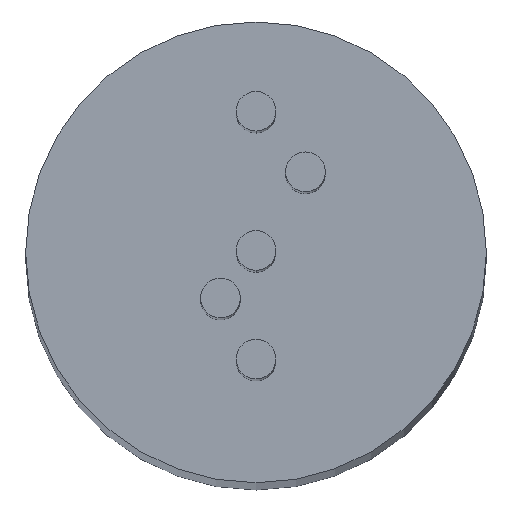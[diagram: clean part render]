
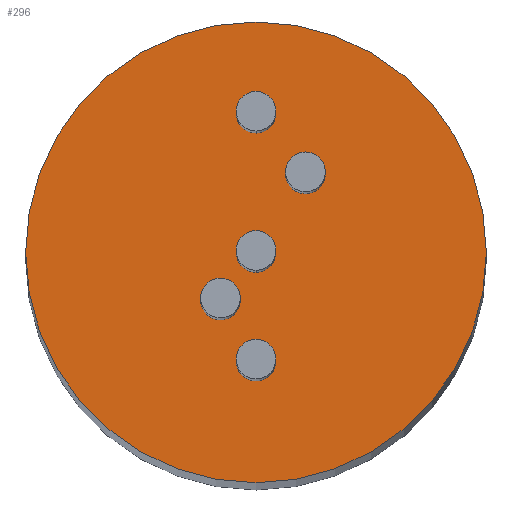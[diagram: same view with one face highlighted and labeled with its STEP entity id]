
A CAD part, top view. The second image highlights one B-rep face of the part: STEP entity #296.
In plain terms, the highlighted planar face has unit normal (0, 0, 1).
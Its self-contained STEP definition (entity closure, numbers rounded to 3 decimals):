
#19=CARTESIAN_POINT('',(0.,0.,115.));
#20=DIRECTION('',(0.,0.,1.));
#21=DIRECTION('',(1.,0.,0.));
#22=AXIS2_PLACEMENT_3D('',#19,#20,#21);
#24=CARTESIAN_POINT('',(0.,0.,115.));
#25=DIRECTION('',(0.,0.,1.));
#26=DIRECTION('',(-1.,0.,0.));
#27=AXIS2_PLACEMENT_3D('',#24,#25,#26);
#29=CARTESIAN_POINT('',(0.,0.,115.));
#30=DIRECTION('',(0.,0.,1.));
#31=DIRECTION('',(0.,-1.,0.));
#32=AXIS2_PLACEMENT_3D('',#29,#30,#31);
#34=CARTESIAN_POINT('',(0.,0.,115.));
#35=DIRECTION('',(0.,0.,1.));
#36=DIRECTION('',(0.,1.,0.));
#37=AXIS2_PLACEMENT_3D('',#34,#35,#36);
#39=CARTESIAN_POINT('',(0.,-2.998,115.));
#40=DIRECTION('',(0.,0.,1.));
#41=DIRECTION('',(0.,-1.,0.));
#42=AXIS2_PLACEMENT_3D('',#39,#40,#41);
#44=CARTESIAN_POINT('',(0.,-2.998,115.));
#45=DIRECTION('',(0.,0.,1.));
#46=DIRECTION('',(0.,1.,0.));
#47=AXIS2_PLACEMENT_3D('',#44,#45,#46);
#49=CARTESIAN_POINT('',(0.,3.836,115.));
#50=DIRECTION('',(0.,0.,1.));
#51=DIRECTION('',(0.,-1.,0.));
#52=AXIS2_PLACEMENT_3D('',#49,#50,#51);
#54=CARTESIAN_POINT('',(0.,3.836,115.));
#55=DIRECTION('',(0.,0.,1.));
#56=DIRECTION('',(0.,1.,0.));
#57=AXIS2_PLACEMENT_3D('',#54,#55,#56);
#59=CARTESIAN_POINT('',(1.361,2.165,115.));
#60=DIRECTION('',(0.,0.,1.));
#61=DIRECTION('',(0.,-1.,0.));
#62=AXIS2_PLACEMENT_3D('',#59,#60,#61);
#64=CARTESIAN_POINT('',(1.361,2.165,115.));
#65=DIRECTION('',(0.,0.,1.));
#66=DIRECTION('',(0.,1.,0.));
#67=AXIS2_PLACEMENT_3D('',#64,#65,#66);
#69=CARTESIAN_POINT('',(-0.981,-1.314,115.));
#70=DIRECTION('',(0.,0.,1.));
#71=DIRECTION('',(0.,-1.,0.));
#72=AXIS2_PLACEMENT_3D('',#69,#70,#71);
#74=CARTESIAN_POINT('',(-0.981,-1.314,115.));
#75=DIRECTION('',(0.,0.,1.));
#76=DIRECTION('',(0.,1.,0.));
#77=AXIS2_PLACEMENT_3D('',#74,#75,#76);
#173=CARTESIAN_POINT('',(6.35,0.,115.));
#174=CARTESIAN_POINT('',(-6.35,0.,115.));
#175=VERTEX_POINT('',#173);
#176=VERTEX_POINT('',#174);
#189=CARTESIAN_POINT('',(0.,-0.548,115.));
#190=CARTESIAN_POINT('',(0.,0.548,115.));
#191=VERTEX_POINT('',#189);
#192=VERTEX_POINT('',#190);
#193=CARTESIAN_POINT('',(0.,-3.545,115.));
#194=CARTESIAN_POINT('',(0.,-2.45,115.));
#195=VERTEX_POINT('',#193);
#196=VERTEX_POINT('',#194);
#197=CARTESIAN_POINT('',(0.,3.288,115.));
#198=CARTESIAN_POINT('',(0.,4.383,115.));
#199=VERTEX_POINT('',#197);
#200=VERTEX_POINT('',#198);
#209=CARTESIAN_POINT('',(1.361,1.618,115.));
#210=CARTESIAN_POINT('',(1.361,2.713,115.));
#211=VERTEX_POINT('',#209);
#212=VERTEX_POINT('',#210);
#213=CARTESIAN_POINT('',(-0.981,-1.861,115.));
#214=CARTESIAN_POINT('',(-0.981,-0.766,115.));
#215=VERTEX_POINT('',#213);
#216=VERTEX_POINT('',#214);
#257=CARTESIAN_POINT('',(0.,0.,115.));
#258=DIRECTION('',(0.,0.,1.));
#259=DIRECTION('',(1.,0.,0.));
#260=AXIS2_PLACEMENT_3D('',#257,#258,#259);
#261=PLANE('',#260);
#262=ORIENTED_EDGE('',*,*,#237,.F.);
#263=ORIENTED_EDGE('',*,*,#251,.F.);
#264=EDGE_LOOP('',(#262,#263));
#265=FACE_OUTER_BOUND('',#264,.F.);
#267=ORIENTED_EDGE('',*,*,#266,.T.);
#269=ORIENTED_EDGE('',*,*,#268,.T.);
#270=EDGE_LOOP('',(#267,#269));
#271=FACE_BOUND('',#270,.F.);
#273=ORIENTED_EDGE('',*,*,#272,.T.);
#275=ORIENTED_EDGE('',*,*,#274,.T.);
#276=EDGE_LOOP('',(#273,#275));
#277=FACE_BOUND('',#276,.F.);
#279=ORIENTED_EDGE('',*,*,#278,.T.);
#281=ORIENTED_EDGE('',*,*,#280,.T.);
#282=EDGE_LOOP('',(#279,#281));
#283=FACE_BOUND('',#282,.F.);
#285=ORIENTED_EDGE('',*,*,#284,.T.);
#287=ORIENTED_EDGE('',*,*,#286,.T.);
#288=EDGE_LOOP('',(#285,#287));
#289=FACE_BOUND('',#288,.F.);
#291=ORIENTED_EDGE('',*,*,#290,.T.);
#293=ORIENTED_EDGE('',*,*,#292,.T.);
#294=EDGE_LOOP('',(#291,#293));
#295=FACE_BOUND('',#294,.F.);
#23=CIRCLE('',#22,6.35);
#28=CIRCLE('',#27,6.35);
#33=CIRCLE('',#32,0.548);
#38=CIRCLE('',#37,0.548);
#43=CIRCLE('',#42,0.548);
#48=CIRCLE('',#47,0.548);
#53=CIRCLE('',#52,0.548);
#58=CIRCLE('',#57,0.548);
#63=CIRCLE('',#62,0.548);
#68=CIRCLE('',#67,0.548);
#73=CIRCLE('',#72,0.548);
#78=CIRCLE('',#77,0.548);
#237=EDGE_CURVE('',#175,#176,#23,.T.);
#251=EDGE_CURVE('',#176,#175,#28,.T.);
#266=EDGE_CURVE('',#191,#192,#33,.T.);
#268=EDGE_CURVE('',#192,#191,#38,.T.);
#272=EDGE_CURVE('',#195,#196,#43,.T.);
#274=EDGE_CURVE('',#196,#195,#48,.T.);
#278=EDGE_CURVE('',#199,#200,#53,.T.);
#280=EDGE_CURVE('',#200,#199,#58,.T.);
#284=EDGE_CURVE('',#211,#212,#63,.T.);
#286=EDGE_CURVE('',#212,#211,#68,.T.);
#290=EDGE_CURVE('',#215,#216,#73,.T.);
#292=EDGE_CURVE('',#216,#215,#78,.T.);
#296=ADVANCED_FACE('',(#265,#271,#277,#283,#289,#295),#261,.T.);
